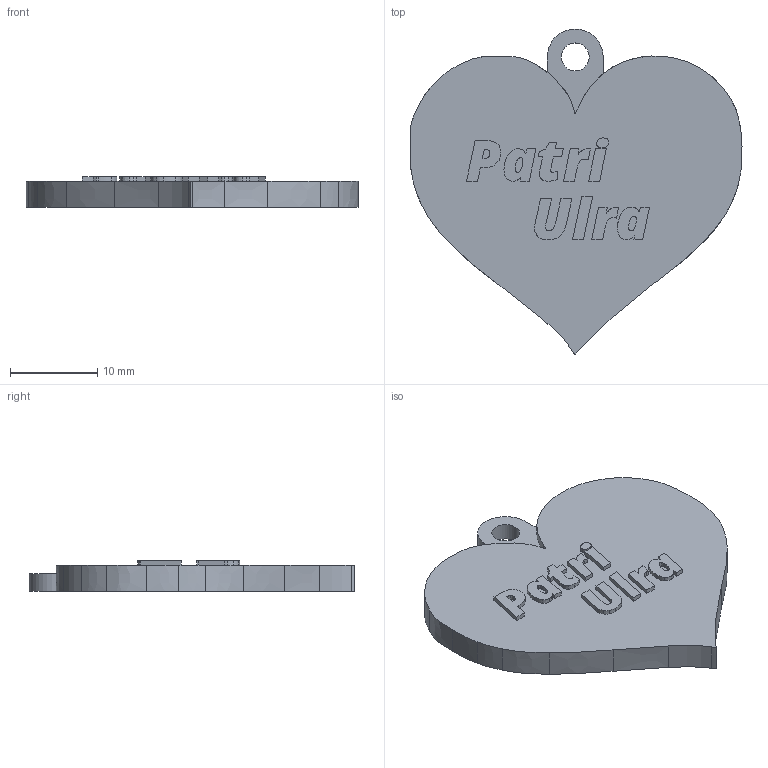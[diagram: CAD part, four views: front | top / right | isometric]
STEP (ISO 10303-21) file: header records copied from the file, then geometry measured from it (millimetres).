
FILE_DESCRIPTION(('FreeCAD Model'),'2;1');
FILE_NAME('Patri-Ulra-heart.step','2017-02-12T18:08:50',(''),(''), 'Open CASCADE STEP processor 6.8','FreeCAD','Unknown');
FILE_SCHEMA(('AUTOMOTIVE_DESIGN_CC2 { 1 2 10303 214 -1 1 5 4 }'));
Length unit declared in the file: millimetre
Products named in the file (2): ASSEMBLY; Ulra-Patri-heart
Assembly tree (1 placements, depth 2):
  ASSEMBLY
    Ulra-Patri-heart
Bounding box: 38.06 x 37.36 x 3.5 mm (x, y, z)
Volume: 2772.8 mm3; surface area: 2301.8 mm2
Topology: 1 solids, 1 shells, 185 faces, 510 edges, 340 vertices
Faces by surface type: extrusion 103, plane 80, cylinder 2
Full cylindrical faces by diameter (mm): 3.2 x1
Entity records: 14389 total; most frequent: CARTESIAN_POINT 4865, DIRECTION 1376, VECTOR 1198, LINE 1095, ORIENTED_EDGE 1020, PCURVE 1020, DEFINITIONAL_REPRESENTATION 1020, B_SPLINE_CURVE_WITH_KNOTS 530
